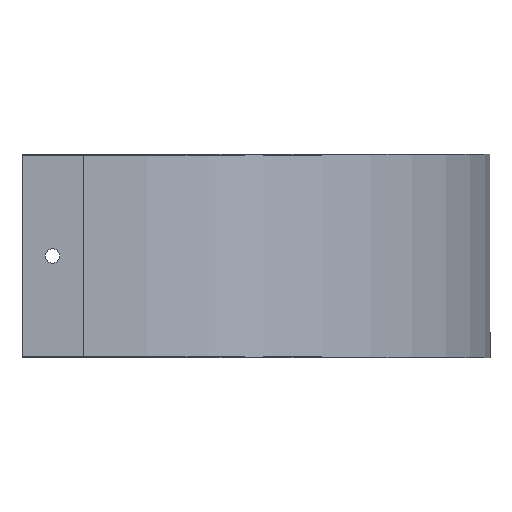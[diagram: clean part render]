
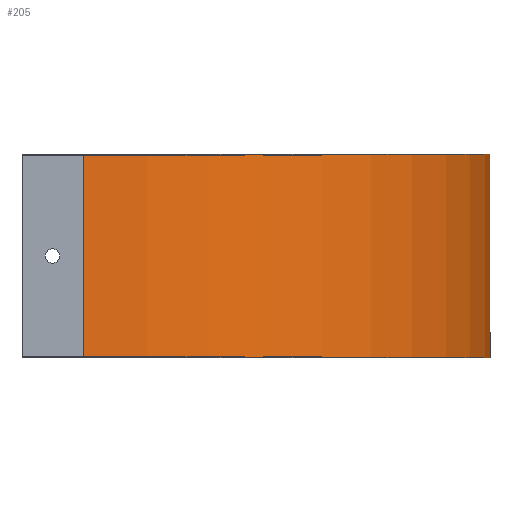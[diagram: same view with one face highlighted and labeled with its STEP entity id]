
A CAD part, front view. The second image highlights one B-rep face of the part: STEP entity #205.
In plain terms, the highlighted cylindrical face has radius 200 mm (diameter 400 mm), a partial arc.
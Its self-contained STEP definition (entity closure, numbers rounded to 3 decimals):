
#121 = CARTESIAN_POINT ( 'NONE',  ( 30., -100., 0.8 ) ) ;
#123 = CARTESIAN_POINT ( 'NONE',  ( 230., 100., -99.2 ) ) ;
#142 = CARTESIAN_POINT ( 'NONE',  ( 230., 100., 0.8 ) ) ;
#158 = CARTESIAN_POINT ( 'NONE',  ( 30., -100., -99.2 ) ) ;
#205 = ADVANCED_FACE ( 'NONE', ( #1655 ), #1661, .T. ) ;
#272 = AXIS2_PLACEMENT_3D ( 'NONE', #793, #791, #789 ) ;
#273 = AXIS2_PLACEMENT_3D ( 'NONE', #798, #797, #796 ) ;
#326 = DIRECTION ( 'NONE',  ( 0., 0., -1. ) ) ;
#332 = CARTESIAN_POINT ( 'NONE',  ( 230., 100., 0.8 ) ) ;
#365 = VECTOR ( 'NONE', #766, 1000. ) ;
#619 = EDGE_CURVE ( 'NONE', #1606, #1587, #1739, .T. ) ;
#639 = EDGE_CURVE ( 'NONE', #1622, #1587, #1774, .T. ) ;
#640 = EDGE_CURVE ( 'NONE', #1585, #1606, #1780, .T. ) ;
#651 = EDGE_CURVE ( 'NONE', #1585, #1622, #1797, .T. ) ;
#723 = AXIS2_PLACEMENT_3D ( 'NONE', #908, #860, #861 ) ;
#749 = CARTESIAN_POINT ( 'NONE',  ( 30., -100., 0.8 ) ) ;
#766 = DIRECTION ( 'NONE',  ( 0., 0., -1. ) ) ;
#789 = DIRECTION ( 'NONE',  ( 1., 0., 0. ) ) ;
#791 = DIRECTION ( 'NONE',  ( 0., 0., 1. ) ) ;
#793 = CARTESIAN_POINT ( 'NONE',  ( 30., 100., 0.8 ) ) ;
#796 = DIRECTION ( 'NONE',  ( 1., 0., 0. ) ) ;
#797 = DIRECTION ( 'NONE',  ( 0., 0., 1. ) ) ;
#798 = CARTESIAN_POINT ( 'NONE',  ( 30., 100., -99.2 ) ) ;
#860 = DIRECTION ( 'NONE',  ( 0., 0., -1. ) ) ;
#861 = DIRECTION ( 'NONE',  ( -1., 0., 0. ) ) ;
#908 = CARTESIAN_POINT ( 'NONE',  ( 30., 100., 0.8 ) ) ;
#1245 = ORIENTED_EDGE ( 'NONE', *, *, #651, .T. ) ;
#1246 = ORIENTED_EDGE ( 'NONE', *, *, #640, .F. ) ;
#1250 = ORIENTED_EDGE ( 'NONE', *, *, #619, .F. ) ;
#1251 = ORIENTED_EDGE ( 'NONE', *, *, #639, .T. ) ;
#1362 = EDGE_LOOP ( 'NONE', ( #1251, #1250, #1246, #1245 ) ) ;
#1585 = VERTEX_POINT ( 'NONE', #121 ) ;
#1587 = VERTEX_POINT ( 'NONE', #123 ) ;
#1606 = VERTEX_POINT ( 'NONE', #142 ) ;
#1622 = VERTEX_POINT ( 'NONE', #158 ) ;
#1655 = FACE_OUTER_BOUND ( 'NONE', #1362, .T. ) ;
#1661 = CYLINDRICAL_SURFACE ( 'NONE', #723, 200. ) ;
#1739 = LINE ( 'NONE', #332, #1747 ) ;
#1747 = VECTOR ( 'NONE', #326, 1000. ) ;
#1774 = CIRCLE ( 'NONE', #273, 200. ) ;
#1780 = CIRCLE ( 'NONE', #272, 200. ) ;
#1797 = LINE ( 'NONE', #749, #365 ) ;
